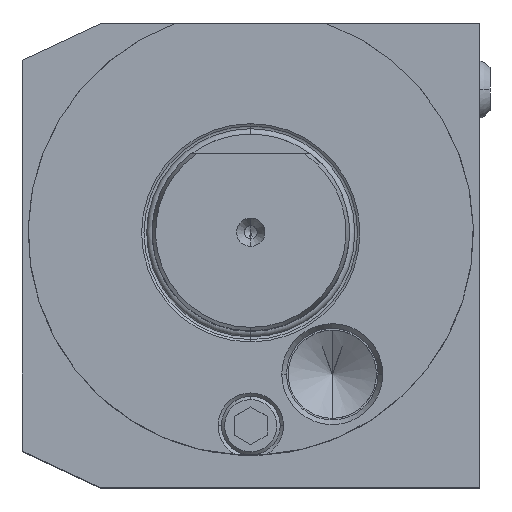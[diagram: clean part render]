
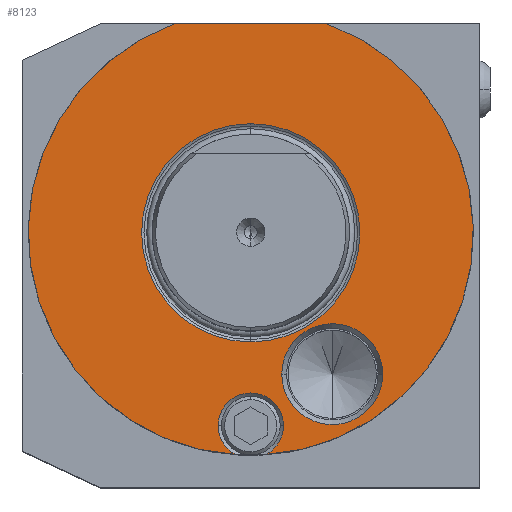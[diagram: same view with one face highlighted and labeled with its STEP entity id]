
A CAD part, top view. The second image highlights one B-rep face of the part: STEP entity #8123.
In plain terms, the highlighted planar face has unit normal (0, 0, 1).
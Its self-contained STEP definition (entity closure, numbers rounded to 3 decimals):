
#1272=CARTESIAN_POINT('',(0,0,-2));
#1273=DIRECTION('',(0,0,1));
#1274=DIRECTION('',(-0.342,0.94,0));
#1275=AXIS2_PLACEMENT_3D('',#1272,#1273,#1274);
#1277=DIRECTION('',(-1,0,0));
#1278=VECTOR('',#1277,23.273);
#1279=CARTESIAN_POINT('',(11.636,32,-2));
#1280=LINE('',#1279,#1278);
#1281=CARTESIAN_POINT('',(0,0,-2));
#1282=DIRECTION('',(0,0,1));
#1283=DIRECTION('',(0.065,-0.998,0));
#1284=AXIS2_PLACEMENT_3D('',#1281,#1282,#1283);
#1286=CARTESIAN_POINT('',(0,-29.5,-2));
#1287=DIRECTION('',(0,0,-1));
#1288=DIRECTION('',(1,0,0));
#1289=AXIS2_PLACEMENT_3D('',#1286,#1287,#1288);
#1291=CARTESIAN_POINT('',(0,-29.5,-2));
#1292=DIRECTION('',(0,0,-1));
#1293=DIRECTION('',(0,1,0));
#1294=AXIS2_PLACEMENT_3D('',#1291,#1292,#1293);
#1296=CARTESIAN_POINT('',(0,-29.5,-2));
#1297=DIRECTION('',(0,0,-1));
#1298=DIRECTION('',(-1,0,0));
#1299=AXIS2_PLACEMENT_3D('',#1296,#1297,#1298);
#1301=CARTESIAN_POINT('',(0,-29.5,-2));
#1302=DIRECTION('',(0,0,-1));
#1303=DIRECTION('',(-0.445,-0.895,0));
#1304=AXIS2_PLACEMENT_3D('',#1301,#1302,#1303);
#1306=CARTESIAN_POINT('',(0,0,-2));
#1307=DIRECTION('',(0,0,-1));
#1308=DIRECTION('',(0,-1,0));
#1309=AXIS2_PLACEMENT_3D('',#1306,#1307,#1308);
#1311=CARTESIAN_POINT('',(0,0,-2));
#1312=DIRECTION('',(0,0,-1));
#1313=DIRECTION('',(0,1,0));
#1314=AXIS2_PLACEMENT_3D('',#1311,#1312,#1313);
#1316=CARTESIAN_POINT('',(12.47,-21.62,-2));
#1317=DIRECTION('',(0,0,-1));
#1318=DIRECTION('',(1,0,0));
#1319=AXIS2_PLACEMENT_3D('',#1316,#1317,#1318);
#1321=CARTESIAN_POINT('',(12.47,-21.62,-2));
#1322=DIRECTION('',(0,0,-1));
#1323=DIRECTION('',(0,1,0));
#1324=AXIS2_PLACEMENT_3D('',#1321,#1322,#1323);
#1326=CARTESIAN_POINT('',(12.47,-21.62,-2));
#1327=DIRECTION('',(0,0,-1));
#1328=DIRECTION('',(-1,0,0));
#1329=AXIS2_PLACEMENT_3D('',#1326,#1327,#1328);
#5844=CARTESIAN_POINT('',(-5,-29.5,-2));
#5845=CARTESIAN_POINT('',(0,-24.5,-2));
#5846=VERTEX_POINT('',#5844);
#5847=VERTEX_POINT('',#5845);
#5848=CARTESIAN_POINT('',(5,-29.5,-2));
#5849=VERTEX_POINT('',#5848);
#5852=CARTESIAN_POINT('',(-11.636,32,-2));
#5854=VERTEX_POINT('',#5852);
#5860=CARTESIAN_POINT('',(4.748,-21.62,-2));
#5861=CARTESIAN_POINT('',(12.47,-13.898,-2));
#5862=VERTEX_POINT('',#5860);
#5863=VERTEX_POINT('',#5861);
#5864=CARTESIAN_POINT('',(20.192,-21.62,-2));
#5865=VERTEX_POINT('',#5864);
#5876=CARTESIAN_POINT('',(11.636,32,-2));
#5877=VERTEX_POINT('',#5876);
#5913=CARTESIAN_POINT('',(2.226,-33.977,-2));
#5914=VERTEX_POINT('',#5913);
#5915=CARTESIAN_POINT('',(-2.226,-33.977,-2));
#5916=VERTEX_POINT('',#5915);
#5927=CARTESIAN_POINT('',(0,-16.7,-2));
#5928=CARTESIAN_POINT('',(0,16.7,-2));
#5929=VERTEX_POINT('',#5927);
#5930=VERTEX_POINT('',#5928);
#8091=CARTESIAN_POINT('',(0,34.05,-2));
#8092=DIRECTION('',(0,0,-1));
#8093=DIRECTION('',(0,-1,0));
#8094=AXIS2_PLACEMENT_3D('',#8091,#8092,#8093);
#8095=PLANE('',#8094);
#8096=ORIENTED_EDGE('',*,*,#8082,.F.);
#8097=ORIENTED_EDGE('',*,*,#7004,.F.);
#8098=ORIENTED_EDGE('',*,*,#8076,.F.);
#8100=ORIENTED_EDGE('',*,*,#8099,.F.);
#8102=ORIENTED_EDGE('',*,*,#8101,.F.);
#8104=ORIENTED_EDGE('',*,*,#8103,.F.);
#8106=ORIENTED_EDGE('',*,*,#8105,.F.);
#8107=EDGE_LOOP('',(#8096,#8097,#8098,#8100,#8102,#8104,#8106));
#8108=FACE_OUTER_BOUND('',#8107,.F.);
#8110=ORIENTED_EDGE('',*,*,#8109,.F.);
#8112=ORIENTED_EDGE('',*,*,#8111,.F.);
#8113=EDGE_LOOP('',(#8110,#8112));
#8114=FACE_BOUND('',#8113,.F.);
#8116=ORIENTED_EDGE('',*,*,#8115,.F.);
#8118=ORIENTED_EDGE('',*,*,#8117,.F.);
#8120=ORIENTED_EDGE('',*,*,#8119,.F.);
#8121=EDGE_LOOP('',(#8116,#8118,#8120));
#8122=FACE_BOUND('',#8121,.F.);
#8123=ADVANCED_FACE('',(#8108,#8114,#8122),#8095,.F.);
#1276=CIRCLE('',#1275,34.05);
#1285=CIRCLE('',#1284,34.05);
#1290=CIRCLE('',#1289,5);
#1295=CIRCLE('',#1294,5);
#1300=CIRCLE('',#1299,5);
#1305=CIRCLE('',#1304,5);
#1310=CIRCLE('',#1309,16.7);
#1315=CIRCLE('',#1314,16.7);
#1320=CIRCLE('',#1319,7.722);
#1325=CIRCLE('',#1324,7.722);
#1330=CIRCLE('',#1329,7.722);
#7004=EDGE_CURVE('',#5877,#5854,#1280,.T.);
#8076=EDGE_CURVE('',#5914,#5877,#1285,.T.);
#8082=EDGE_CURVE('',#5854,#5916,#1276,.T.);
#8099=EDGE_CURVE('',#5849,#5914,#1290,.T.);
#8101=EDGE_CURVE('',#5847,#5849,#1295,.T.);
#8103=EDGE_CURVE('',#5846,#5847,#1300,.T.);
#8105=EDGE_CURVE('',#5916,#5846,#1305,.T.);
#8109=EDGE_CURVE('',#5929,#5930,#1310,.T.);
#8111=EDGE_CURVE('',#5930,#5929,#1315,.T.);
#8115=EDGE_CURVE('',#5865,#5862,#1320,.T.);
#8117=EDGE_CURVE('',#5863,#5865,#1325,.T.);
#8119=EDGE_CURVE('',#5862,#5863,#1330,.T.);
